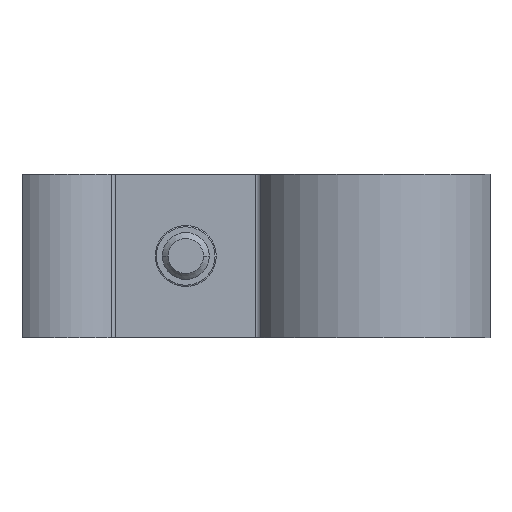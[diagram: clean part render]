
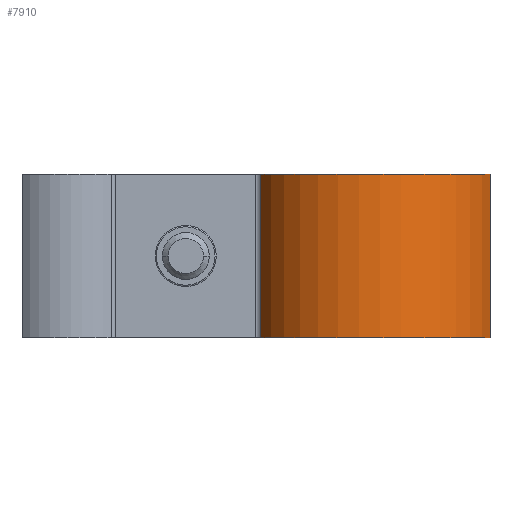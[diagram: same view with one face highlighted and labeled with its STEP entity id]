
A CAD part, front view. The second image highlights one B-rep face of the part: STEP entity #7910.
In plain terms, the highlighted cylindrical face has radius 10.5 mm (diameter 21 mm), a partial arc.
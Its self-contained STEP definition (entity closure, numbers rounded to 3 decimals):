
#6400=CARTESIAN_POINT('',(-16.419,-4.295,0.));
#6410=VERTEX_POINT('',#6400);
#6440=CARTESIAN_POINT('',(-26.,0.,0.));
#6450=DIRECTION('',(0.,0.,1.));
#6460=DIRECTION('',(-1.,0.,0.));
#6470=AXIS2_PLACEMENT_3D('',#6440,#6450,#6460);
#6480=CIRCLE('',#6470,10.5);
#6490=CARTESIAN_POINT('',(-36.,-3.202,0.));
#6500=VERTEX_POINT('',#6490);
#6510=EDGE_CURVE('',#6500,#6410,#6480,.T.);
#7540=CARTESIAN_POINT('',(-16.419,-4.295,-14.));
#7550=VERTEX_POINT('',#7540);
#7580=CARTESIAN_POINT('',(-16.419,-4.295,0.));
#7590=DIRECTION('',(0.,0.,1.));
#7600=VECTOR('',#7590,1.);
#7610=LINE('',#7580,#7600);
#7620=EDGE_CURVE('',#7550,#6410,#7610,.T.);
#7670=CARTESIAN_POINT('',(-26.,0.,0.));
#7680=DIRECTION('',(0.,0.,1.));
#7690=DIRECTION('',(-1.,0.,0.));
#7700=AXIS2_PLACEMENT_3D('',#7670,#7680,#7690);
#7710=CYLINDRICAL_SURFACE('',#7700,10.5);
#7720=CARTESIAN_POINT('',(-26.,0.,-14.));
#7730=DIRECTION('',(0.,0.,1.));
#7740=DIRECTION('',(-1.,0.,0.));
#7750=AXIS2_PLACEMENT_3D('',#7720,#7730,#7740);
#7760=CIRCLE('',#7750,10.5);
#7770=CARTESIAN_POINT('',(-36.,-3.202,-14.));
#7780=VERTEX_POINT('',#7770);
#7790=EDGE_CURVE('',#7780,#7550,#7760,.T.);
#7800=ORIENTED_EDGE('',*,*,#7790,.T.);
#7810=CARTESIAN_POINT('',(-36.,-3.202,0.));
#7820=DIRECTION('',(0.,0.,1.));
#7830=VECTOR('',#7820,1.);
#7840=LINE('',#7810,#7830);
#7850=EDGE_CURVE('',#7780,#6500,#7840,.T.);
#7860=ORIENTED_EDGE('',*,*,#7850,.F.);
#7870=ORIENTED_EDGE('',*,*,#6510,.F.);
#7880=ORIENTED_EDGE('',*,*,#7620,.T.);
#7890=EDGE_LOOP('',(#7880,#7870,#7860,#7800));
#7900=FACE_OUTER_BOUND('',#7890,.T.);
#7910=ADVANCED_FACE('',(#7900),#7710,.T.);
